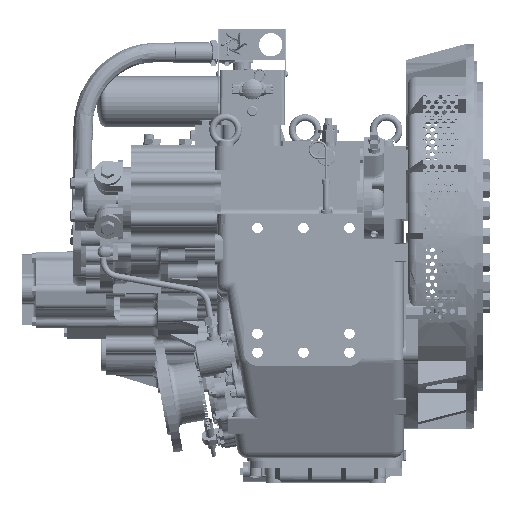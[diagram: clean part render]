
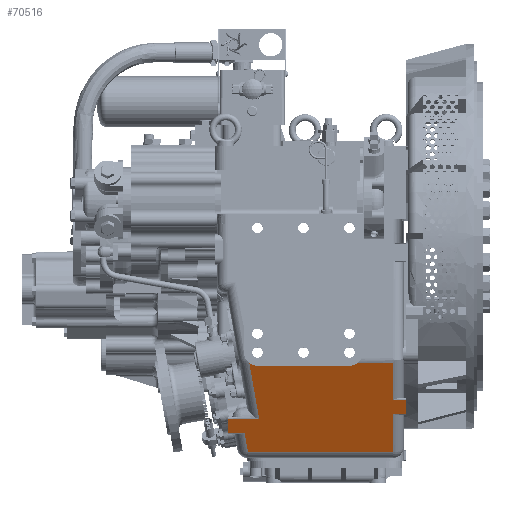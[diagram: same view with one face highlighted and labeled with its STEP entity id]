
A CAD part, top view. The second image highlights one B-rep face of the part: STEP entity #70516.
In plain terms, the highlighted planar face has unit normal (0, -0.451, 0.892).
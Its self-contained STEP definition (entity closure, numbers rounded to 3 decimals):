
#2564 = EDGE_CURVE ( 'NONE', #372136, #30807, #208189, .T. ) ;
#5712 = CARTESIAN_POINT ( 'NONE',  ( 1896.486, 873.225, -148.881 ) ) ;
#11271 = VERTEX_POINT ( 'NONE', #269927 ) ;
#15644 = CARTESIAN_POINT ( 'NONE',  ( 1871.486, 943.35, -113.406 ) ) ;
#18627 = DIRECTION ( 'NONE',  ( 0., 0.892, 0.451 ) ) ;
#19923 = DIRECTION ( 'NONE',  ( 0.155, -0.881, -0.446 ) ) ;
#21164 = CARTESIAN_POINT ( 'NONE',  ( 1603.517, 875.789, -147.584 ) ) ;
#24826 = LINE ( 'NONE', #68093, #359973 ) ;
#29731 = VERTEX_POINT ( 'NONE', #185130 ) ;
#30807 = VERTEX_POINT ( 'NONE', #89440 ) ;
#31327 = CARTESIAN_POINT ( 'NONE',  ( 1621.486, 1032.253, -68.432 ) ) ;
#36712 = CARTESIAN_POINT ( 'NONE',  ( 1871.486, 873.225, -148.881 ) ) ;
#43485 = CARTESIAN_POINT ( 'NONE',  ( 1896.486, 943.35, -113.406 ) ) ;
#47850 = ORIENTED_EDGE ( 'NONE', *, *, #105902, .F. ) ;
#49451 = CARTESIAN_POINT ( 'NONE',  ( 1871.486, 969.35, -100.253 ) ) ;
#49884 = CARTESIAN_POINT ( 'NONE',  ( 1797.301, 1032.253, -68.432 ) ) ;
#50073 = ORIENTED_EDGE ( 'NONE', *, *, #70997, .F. ) ;
#51644 = LINE ( 'NONE', #43485, #128591 ) ;
#51660 = VERTEX_POINT ( 'NONE', #122911 ) ;
#52916 = VECTOR ( 'NONE', #148687, 1000. ) ;
#55861 = VERTEX_POINT ( 'NONE', #57143 ) ;
#57143 = CARTESIAN_POINT ( 'NONE',  ( 1567.486, 908.35, -131.112 ) ) ;
#64126 = VECTOR ( 'NONE', #280992, 1000. ) ;
#66701 = EDGE_CURVE ( 'NONE', #328560, #295834, #253378, .T. ) ;
#68093 = CARTESIAN_POINT ( 'NONE',  ( 1866.486, 943.35, -113.406 ) ) ;
#69955 = VECTOR ( 'NONE', #208195, 1000. ) ;
#70516 = ADVANCED_FACE ( 'NONE', ( #331725 ), #286479, .T. ) ;
#70997 = EDGE_CURVE ( 'NONE', #29731, #55861, #73255, .T. ) ;
#72526 = LINE ( 'NONE', #21164, #294339 ) ;
#73255 = LINE ( 'NONE', #251980, #64126 ) ;
#73343 = LINE ( 'NONE', #254966, #218131 ) ;
#79857 = ORIENTED_EDGE ( 'NONE', *, *, #356598, .T. ) ;
#80216 = LINE ( 'NONE', #103694, #225041 ) ;
#81632 = DIRECTION ( 'NONE',  ( -1., 0., 0. ) ) ;
#86808 = ORIENTED_EDGE ( 'NONE', *, *, #120468, .T. ) ;
#87735 = EDGE_CURVE ( 'NONE', #328560, #337370, #357507, .T. ) ;
#89440 = CARTESIAN_POINT ( 'NONE',  ( 1606.53, 1037.22, -65.919 ) ) ;
#89527 = CARTESIAN_POINT ( 'NONE',  ( 1610.888, 1033.967, -67.565 ) ) ;
#93670 = DIRECTION ( 'NONE',  ( 0., 0.892, 0.451 ) ) ;
#93805 = DIRECTION ( 'NONE',  ( 0., 0.892, 0.451 ) ) ;
#94530 = CARTESIAN_POINT ( 'NONE',  ( 1791.486, 1032.253, -68.432 ) ) ;
#95371 = DIRECTION ( 'NONE',  ( 0.155, -0.881, -0.446 ) ) ;
#99221 = ORIENTED_EDGE ( 'NONE', *, *, #99567, .F. ) ;
#99567 = EDGE_CURVE ( 'NONE', #278341, #11271, #214792, .T. ) ;
#103694 = CARTESIAN_POINT ( 'NONE',  ( 500000., 934.35, -117.959 ) ) ;
#104355 = CARTESIAN_POINT ( 'NONE',  ( 1896.486, 943.35, -113.406 ) ) ;
#105902 = EDGE_CURVE ( 'NONE', #295834, #325017, #51644, .T. ) ;
#112879 = EDGE_CURVE ( 'NONE', #29731, #11271, #72526, .T. ) ;
#114720 = CARTESIAN_POINT ( 'NONE',  ( 1567.486, 934.35, -117.959 ) ) ;
#117321 = CARTESIAN_POINT ( 'NONE',  ( 1616.048, 1032.253, -68.432 ) ) ;
#118542 = CARTESIAN_POINT ( 'NONE',  ( 1606.53, 1037.22, -65.919 ) ) ;
#119071 = VERTEX_POINT ( 'NONE', #162464 ) ;
#120468 = EDGE_CURVE ( 'NONE', #278341, #301327, #174859, .T. ) ;
#122911 = CARTESIAN_POINT ( 'NONE',  ( 1624.669, 934.35, -117.959 ) ) ;
#127259 = CARTESIAN_POINT ( 'NONE',  ( 1896.486, 969.35, -100.253 ) ) ;
#128591 = VECTOR ( 'NONE', #161229, 1000. ) ;
#136440 = EDGE_CURVE ( 'NONE', #337370, #119071, #73343, .T. ) ;
#143496 = CARTESIAN_POINT ( 'NONE',  ( 1896.486, 873.225, -148.881 ) ) ;
#148687 = DIRECTION ( 'NONE',  ( -1., 0., 0. ) ) ;
#156850 = LINE ( 'NONE', #296304, #301777 ) ;
#160993 = AXIS2_PLACEMENT_3D ( 'NONE', #143496, #345964, #172575 ) ;
#161229 = DIRECTION ( 'NONE',  ( 0., -0.892, -0.451 ) ) ;
#162464 = CARTESIAN_POINT ( 'NONE',  ( 1807.287, 1037.879, -65.585 ) ) ;
#172575 = DIRECTION ( 'NONE',  ( 0., -0.892, -0.451 ) ) ;
#174859 = LINE ( 'NONE', #36712, #310678 ) ;
#178036 = EDGE_CURVE ( 'NONE', #51660, #276300, #80216, .T. ) ;
#178547 = ORIENTED_EDGE ( 'NONE', *, *, #308713, .T. ) ;
#184749 = ORIENTED_EDGE ( 'NONE', *, *, #136440, .T. ) ;
#185130 = CARTESIAN_POINT ( 'NONE',  ( 1597.775, 908.35, -131.112 ) ) ;
#189943 = CARTESIAN_POINT ( 'NONE',  ( 1871.486, 1037.879, -65.585 ) ) ;
#192938 = CARTESIAN_POINT ( 'NONE',  ( 1807.287, 1037.879, -65.585 ) ) ;
#206869 = LINE ( 'NONE', #322032, #52916 ) ;
#208189 =( BOUNDED_CURVE ( )  B_SPLINE_CURVE ( 3, ( #31327, #117321, #89527, #118542 ),
 .UNSPECIFIED., .F., .T. ) 
 B_SPLINE_CURVE_WITH_KNOTS ( ( 4, 4 ),
 ( 3.142, 3.783 ),
 .UNSPECIFIED. ) 
 CURVE ( )  GEOMETRIC_REPRESENTATION_ITEM ( )  RATIONAL_B_SPLINE_CURVE ( ( 1., 0.966, 0.966, 1. ) ) 
 REPRESENTATION_ITEM ( '' )  );
#208195 = DIRECTION ( 'NONE',  ( -1., 0., 0. ) ) ;
#211745 = EDGE_CURVE ( 'NONE', #301327, #325017, #24826, .T. ) ;
#214792 = LINE ( 'NONE', #5712, #69955 ) ;
#218131 = VECTOR ( 'NONE', #81632, 1000. ) ;
#220141 = DIRECTION ( 'NONE',  ( -1., 0., 0. ) ) ;
#225041 = VECTOR ( 'NONE', #220141, 1000. ) ;
#241001 = EDGE_LOOP ( 'NONE', ( #184749, #370730, #178547, #325648, #79857, #274625, #370269, #50073, #346030, #99221, #86808, #345587, #47850, #352932, #299260 ) ) ;
#251980 = CARTESIAN_POINT ( 'NONE',  ( 500000., 908.35, -131.112 ) ) ;
#252341 = CARTESIAN_POINT ( 'NONE',  ( 1791.486, 1032.253, -68.432 ) ) ;
#253378 = LINE ( 'NONE', #367622, #321294 ) ;
#254966 = CARTESIAN_POINT ( 'NONE',  ( 1896.486, 1037.879, -65.585 ) ) ;
#257595 = EDGE_CURVE ( 'NONE', #119071, #353439, #311952, .T. ) ;
#269927 = CARTESIAN_POINT ( 'NONE',  ( 1603.969, 873.225, -148.881 ) ) ;
#274625 = ORIENTED_EDGE ( 'NONE', *, *, #178036, .T. ) ;
#276300 = VERTEX_POINT ( 'NONE', #114720 ) ;
#278284 = VECTOR ( 'NONE', #95371, 1000. ) ;
#278341 = VERTEX_POINT ( 'NONE', #361053 ) ;
#280435 = VECTOR ( 'NONE', #18627, 1000. ) ;
#280992 = DIRECTION ( 'NONE',  ( -1., 0., 0. ) ) ;
#284651 = DIRECTION ( 'NONE',  ( 1., 0., 0. ) ) ;
#286479 = PLANE ( 'NONE',  #160993 ) ;
#290910 = EDGE_CURVE ( 'NONE', #55861, #276300, #156850, .T. ) ;
#294339 = VECTOR ( 'NONE', #19923, 1000. ) ;
#295834 = VERTEX_POINT ( 'NONE', #127259 ) ;
#296304 = CARTESIAN_POINT ( 'NONE',  ( 1567.486, 908.35, -131.112 ) ) ;
#299260 = ORIENTED_EDGE ( 'NONE', *, *, #87735, .T. ) ;
#300340 = CARTESIAN_POINT ( 'NONE',  ( 1621.486, 1032.253, -68.432 ) ) ;
#301327 = VERTEX_POINT ( 'NONE', #15644 ) ;
#301777 = VECTOR ( 'NONE', #93805, 1000. ) ;
#304436 = DIRECTION ( 'NONE',  ( 1., 0., 0. ) ) ;
#308713 = EDGE_CURVE ( 'NONE', #353439, #372136, #206869, .T. ) ;
#310678 = VECTOR ( 'NONE', #93670, 1000. ) ;
#311952 =( BOUNDED_CURVE ( )  B_SPLINE_CURVE ( 3, ( #192938, #338436, #49884, #252341 ),
 .UNSPECIFIED., .F., .F. ) 
 B_SPLINE_CURVE_WITH_KNOTS ( ( 4, 4 ),
 ( 2.457, 3.142 ),
 .UNSPECIFIED. ) 
 CURVE ( )  GEOMETRIC_REPRESENTATION_ITEM ( )  RATIONAL_B_SPLINE_CURVE ( ( 1., 0.961, 0.961, 1. ) ) 
 REPRESENTATION_ITEM ( '' )  );
#321294 = VECTOR ( 'NONE', #304436, 1000. ) ;
#322032 = CARTESIAN_POINT ( 'NONE',  ( 1896.486, 1032.253, -68.432 ) ) ;
#325017 = VERTEX_POINT ( 'NONE', #104355 ) ;
#325648 = ORIENTED_EDGE ( 'NONE', *, *, #2564, .T. ) ;
#326960 = CARTESIAN_POINT ( 'NONE',  ( 1641.753, 837.461, -166.973 ) ) ;
#328560 = VERTEX_POINT ( 'NONE', #49451 ) ;
#331725 = FACE_OUTER_BOUND ( 'NONE', #241001, .T. ) ;
#337370 = VERTEX_POINT ( 'NONE', #189943 ) ;
#338436 = CARTESIAN_POINT ( 'NONE',  ( 1802.78, 1034.204, -67.445 ) ) ;
#345587 = ORIENTED_EDGE ( 'NONE', *, *, #211745, .T. ) ;
#345964 = DIRECTION ( 'NONE',  ( 0., -0.451, 0.892 ) ) ;
#346030 = ORIENTED_EDGE ( 'NONE', *, *, #112879, .T. ) ;
#352932 = ORIENTED_EDGE ( 'NONE', *, *, #66701, .F. ) ;
#353439 = VERTEX_POINT ( 'NONE', #94530 ) ;
#356598 = EDGE_CURVE ( 'NONE', #30807, #51660, #364419, .T. ) ;
#357507 = LINE ( 'NONE', #365385, #280435 ) ;
#359973 = VECTOR ( 'NONE', #284651, 1000. ) ;
#361053 = CARTESIAN_POINT ( 'NONE',  ( 1871.486, 873.225, -148.881 ) ) ;
#364419 = LINE ( 'NONE', #326960, #278284 ) ;
#365385 = CARTESIAN_POINT ( 'NONE',  ( 1871.486, 873.225, -148.881 ) ) ;
#367622 = CARTESIAN_POINT ( 'NONE',  ( 1866.486, 969.35, -100.253 ) ) ;
#370269 = ORIENTED_EDGE ( 'NONE', *, *, #290910, .F. ) ;
#370730 = ORIENTED_EDGE ( 'NONE', *, *, #257595, .T. ) ;
#372136 = VERTEX_POINT ( 'NONE', #300340 ) ;
